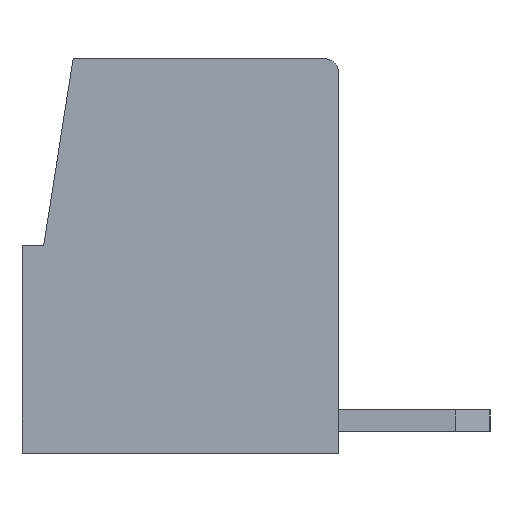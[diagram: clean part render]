
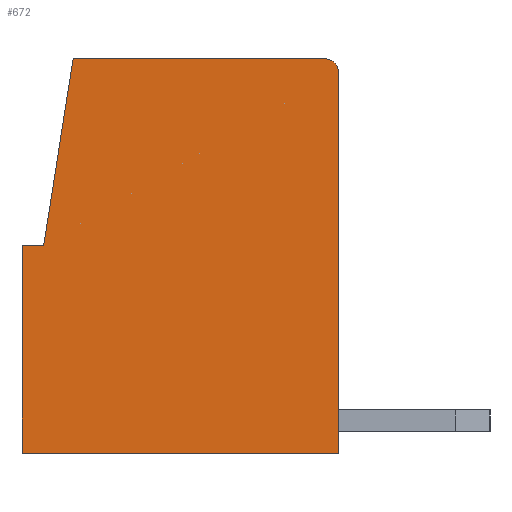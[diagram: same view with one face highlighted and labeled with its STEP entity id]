
A CAD part, left-side view. The second image highlights one B-rep face of the part: STEP entity #672.
In plain terms, the highlighted planar face has unit normal (-1, 0, 0).
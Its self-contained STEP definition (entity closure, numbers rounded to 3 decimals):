
#672 = ADVANCED_FACE( '', ( #1366 ), #1367, .F. );
#1366 = FACE_OUTER_BOUND( '', #2082, .T. );
#1367 = PLANE( '', #2083 );
#2082 = EDGE_LOOP( '', ( #3951, #3952, #3953, #3954, #3955, #3956, #3957 ) );
#2083 = AXIS2_PLACEMENT_3D( '', #3958, #3959, #3960 );
#3951 = ORIENTED_EDGE( '', *, *, #5140, .T. );
#3952 = ORIENTED_EDGE( '', *, *, #5055, .F. );
#3953 = ORIENTED_EDGE( '', *, *, #4506, .F. );
#3954 = ORIENTED_EDGE( '', *, *, #5141, .T. );
#3955 = ORIENTED_EDGE( '', *, *, #4887, .T. );
#3956 = ORIENTED_EDGE( '', *, *, #4584, .T. );
#3957 = ORIENTED_EDGE( '', *, *, #4570, .T. );
#3958 = CARTESIAN_POINT( '', ( -1.905, -11.88, 0. ) );
#3959 = DIRECTION( '', ( 1., 0., 0. ) );
#3960 = DIRECTION( '', ( 0., 1., 0. ) );
#4506 = EDGE_CURVE( '', #5463, #5465, #5466, .T. );
#4570 = EDGE_CURVE( '', #5568, #5572, #5574, .T. );
#4584 = EDGE_CURVE( '', #5593, #5568, #5594, .T. );
#4887 = EDGE_CURVE( '', #6064, #5593, #6065, .T. );
#5055 = EDGE_CURVE( '', #5465, #6287, #6288, .T. );
#5140 = EDGE_CURVE( '', #5572, #6287, #6383, .T. );
#5141 = EDGE_CURVE( '', #5463, #6064, #6384, .T. );
#5463 = VERTEX_POINT( '', #6823 );
#5465 = VERTEX_POINT( '', #6826 );
#5466 = LINE( '', #6827, #6828 );
#5568 = VERTEX_POINT( '', #6974 );
#5572 = VERTEX_POINT( '', #6980 );
#5574 = LINE( '', #6983, #6984 );
#5593 = VERTEX_POINT( '', #7012 );
#5594 = LINE( '', #7013, #7014 );
#6064 = VERTEX_POINT( '', #7707 );
#6065 = LINE( '', #7708, #7709 );
#6287 = VERTEX_POINT( '', #8046 );
#6288 = CIRCLE( '', #8047, 0.3 );
#6383 = LINE( '', #8187, #8188 );
#6384 = LINE( '', #8189, #8190 );
#6823 = CARTESIAN_POINT( '', ( -1.905, -1.181, 9.1 ) );
#6826 = CARTESIAN_POINT( '', ( -1.905, -7., 9.1 ) );
#6827 = CARTESIAN_POINT( '', ( -1.905, -3.5, 9.1 ) );
#6828 = VECTOR( '', #8402, 1000. );
#6974 = CARTESIAN_POINT( '', ( -1.905, 0., 0. ) );
#6980 = CARTESIAN_POINT( '', ( -1.905, -7.3, 0. ) );
#6983 = CARTESIAN_POINT( '', ( -1.905, -3.5, 0. ) );
#6984 = VECTOR( '', #8459, 1000. );
#7012 = CARTESIAN_POINT( '', ( -1.905, 0., 4.8 ) );
#7013 = CARTESIAN_POINT( '', ( -1.905, 0., 0. ) );
#7014 = VECTOR( '', #8469, 1000. );
#7707 = CARTESIAN_POINT( '', ( -1.905, -0.5, 4.8 ) );
#7708 = CARTESIAN_POINT( '', ( -1.905, -3.5, 4.8 ) );
#7709 = VECTOR( '', #8741, 1000. );
#8046 = CARTESIAN_POINT( '', ( -1.905, -7.3, 8.8 ) );
#8047 = AXIS2_PLACEMENT_3D( '', #8887, #8888, #8889 );
#8187 = CARTESIAN_POINT( '', ( -1.905, -7.3, 0. ) );
#8188 = VECTOR( '', #8941, 1000. );
#8189 = CARTESIAN_POINT( '', ( -1.905, 0.26, 0. ) );
#8190 = VECTOR( '', #8942, 1000. );
#8402 = DIRECTION( '', ( 0., -1., 0. ) );
#8459 = DIRECTION( '', ( 0., -1., 0. ) );
#8469 = DIRECTION( '', ( 0., 0., -1. ) );
#8741 = DIRECTION( '', ( 0., 1., 0. ) );
#8887 = CARTESIAN_POINT( '', ( -1.905, -7., 8.8 ) );
#8888 = DIRECTION( '', ( 1., 0., 0. ) );
#8889 = DIRECTION( '', ( 0., -1., 0. ) );
#8941 = DIRECTION( '', ( 0., 0., 1. ) );
#8942 = DIRECTION( '', ( 0., 0.156, -0.988 ) );
